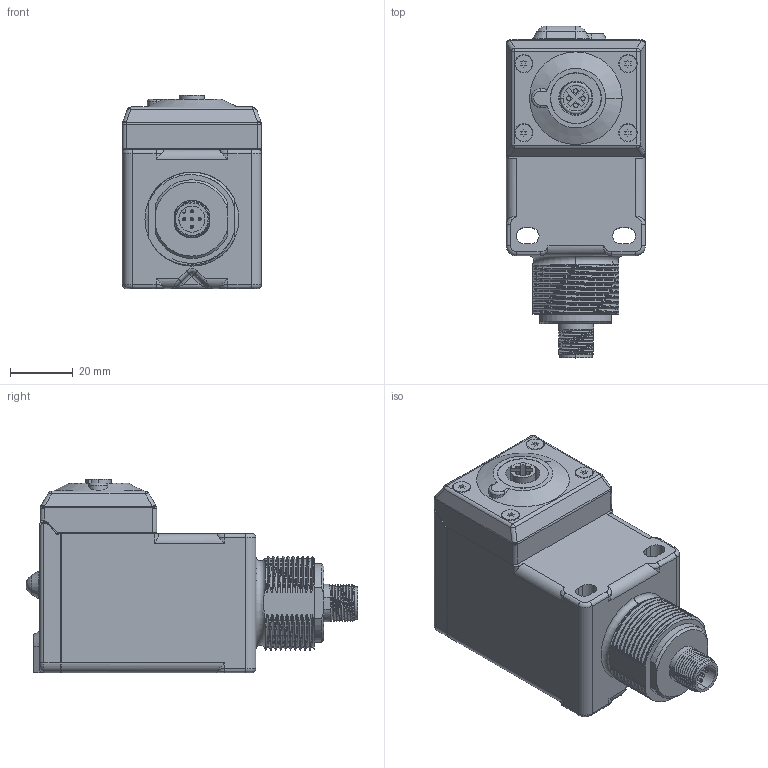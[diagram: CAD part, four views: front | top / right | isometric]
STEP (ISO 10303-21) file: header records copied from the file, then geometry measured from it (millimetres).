
FILE_DESCRIPTION((''),'2;1');
FILE_NAME('156722_ASM','2015-11-16T',('pdmadmin'),(''),'PRO/ENGINEER BY PARAMETRIC TECHNOLOGY CORPORATION, 2013230','PRO/ENGINEER BY PARAMETRIC TECHNOLOGY CORPORATION, 2013230','');
FILE_SCHEMA(('CONFIG_CONTROL_DESIGN'));
Products named in the file (14): 128327; 34619; 14840; 35813; 126238_ASM; 43699; 52140; 43821; 47102; 52136_ASM; 48355; 107054; 41089; 156722_ASM
Assembly tree (16 placements, depth 3):
  156722_ASM
    128327
    126238_ASM
      34619
      14840
      35813
    52136_ASM
      43699
      52140
      43821
      47102
    48355  x4
    107054
    41089
Bounding box: 44.53 x 106.03 x 61.77 mm (x, y, z)
Volume: 74750.2 mm3; surface area: 55011.6 mm2
Topology: 14 solids, 14 shells, 1282 faces, 3180 edges, 1968 vertices
Faces by surface type: cylinder 468, plane 449, bspline 177, cone 78, torus 67, sphere 43
Entity records: 58669 total; most frequent: CARTESIAN_POINT 30486, ORIENTED_EDGE 6024, DIRECTION 5487, EDGE_CURVE 3012, AXIS2_PLACEMENT_3D 1996, VERTEX_POINT 1872, VECTOR 1495, LINE 1495
